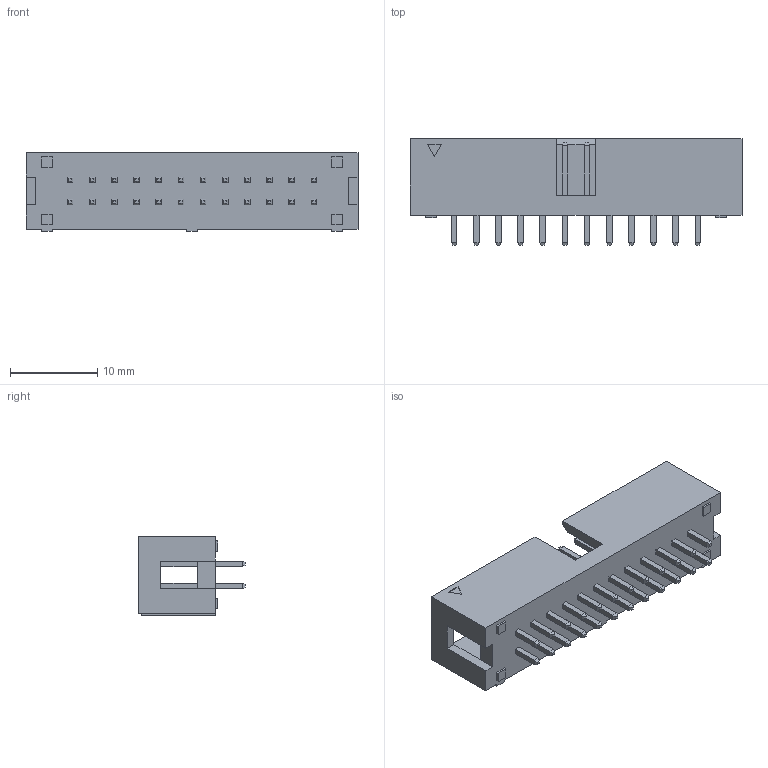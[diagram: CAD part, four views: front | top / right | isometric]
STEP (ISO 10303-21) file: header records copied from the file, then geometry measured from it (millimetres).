
FILE_DESCRIPTION (( 'STEP AP214' ), '1' );
FILE_NAME ('302-S241.STEP', '2020-03-16T22:19:49', ( '' ), ( '' ), 'SwSTEP 2.0', 'SolidWorks 2017', '' );
FILE_SCHEMA (( 'AUTOMOTIVE_DESIGN' ));
Length unit declared in the file: millimetre
Products named in the file (1): 302-S241
Bounding box: 38.08 x 12.25 x 9.05 mm (x, y, z)
Volume: 1390.8 mm3; surface area: 2812.6 mm2
Topology: 25 solids, 25 shells, 495 faces, 1132 edges, 688 vertices
Faces by surface type: plane 495
Entity records: 13720 total; most frequent: CARTESIAN_POINT 2316, ORIENTED_EDGE 2264, DIRECTION 2124, LINE 1132, VECTOR 1132, EDGE_CURVE 1132, VERTEX_POINT 688, EDGE_LOOP 548
